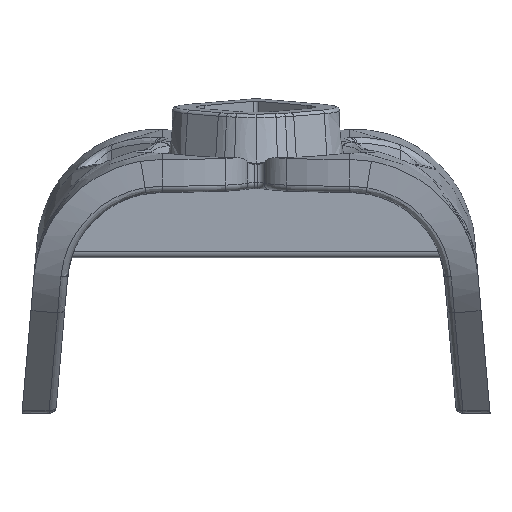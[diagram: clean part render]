
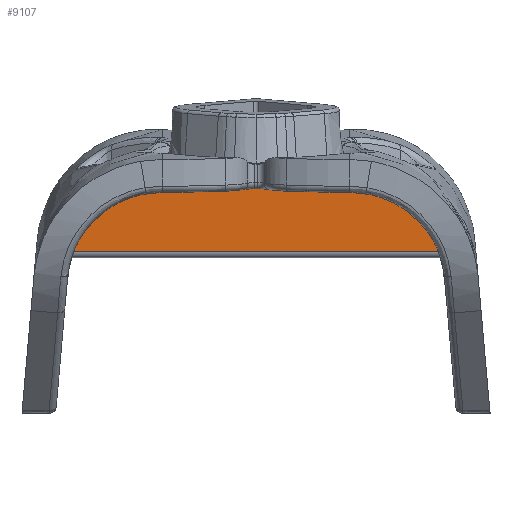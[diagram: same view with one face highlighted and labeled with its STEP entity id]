
A CAD part, top view. The second image highlights one B-rep face of the part: STEP entity #9107.
In plain terms, the highlighted planar face has unit normal (0, -0.052, 0.999).
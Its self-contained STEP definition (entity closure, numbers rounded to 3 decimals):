
#88 = CARTESIAN_POINT ( 'NONE',  ( 8.74, 18.383, -12.651 ) ) ;
#332 = CARTESIAN_POINT ( 'NONE',  ( -13.58, 13.779, -12.892 ) ) ;
#588 = CARTESIAN_POINT ( 'NONE',  ( -12.061, 16.391, -12.755 ) ) ;
#669 = EDGE_CURVE ( 'NONE', #21180, #7736, #14631, .T. ) ;
#1182 = CARTESIAN_POINT ( 'NONE',  ( -500000., 12.074, -12.982 ) ) ;
#1255 = CARTESIAN_POINT ( 'NONE',  ( 13.435, 14.193, -12.871 ) ) ;
#1272 = CARTESIAN_POINT ( 'NONE',  ( -500000., 18.591, -12.64 ) ) ;
#1340 = CARTESIAN_POINT ( 'NONE',  ( 13.886, 12.074, -12.982 ) ) ;
#1931 = AXIS2_PLACEMENT_3D ( 'NONE', #1272, #12638, #8763 ) ;
#2190 = CARTESIAN_POINT ( 'NONE',  ( -8.74, 18.383, -12.651 ) ) ;
#2445 = CARTESIAN_POINT ( 'NONE',  ( -13.867, 12.291, -12.97 ) ) ;
#2612 = VECTOR ( 'NONE', #9205, 1000. ) ;
#2640 = CARTESIAN_POINT ( 'NONE',  ( -0.965, 18.591, -12.64 ) ) ;
#3189 = CARTESIAN_POINT ( 'NONE',  ( 13.353, 14.397, -12.86 ) ) ;
#3271 = CARTESIAN_POINT ( 'NONE',  ( 13.58, 13.779, -12.892 ) ) ;
#3353 = CARTESIAN_POINT ( 'NONE',  ( 12.349, 16.061, -12.773 ) ) ;
#3683 = CARTESIAN_POINT ( 'NONE',  ( 7., 18.591, -12.64 ) ) ;
#3730 = ORIENTED_EDGE ( 'NONE', *, *, #22767, .F. ) ;
#3773 = CARTESIAN_POINT ( 'NONE',  ( 7.88, 18.549, -12.642 ) ) ;
#4107 = CARTESIAN_POINT ( 'NONE',  ( -13.435, 14.193, -12.871 ) ) ;
#4296 = ORIENTED_EDGE ( 'NONE', *, *, #6407, .T. ) ;
#4747 = VECTOR ( 'NONE', #14989, 1000. ) ;
#5100 = CARTESIAN_POINT ( 'NONE',  ( 13.08, 14.989, -12.829 ) ) ;
#5847 = CARTESIAN_POINT ( 'NONE',  ( 11.434, 17., -12.723 ) ) ;
#6407 = EDGE_CURVE ( 'NONE', #20667, #11754, #15703, .T. ) ;
#6757 = FACE_OUTER_BOUND ( 'NONE', #6994, .T. ) ;
#6994 = EDGE_LOOP ( 'NONE', ( #3730, #4296, #7174, #21154, #18812, #10765 ) ) ;
#7174 = ORIENTED_EDGE ( 'NONE', *, *, #19246, .T. ) ;
#7555 = CARTESIAN_POINT ( 'NONE',  ( 500000., 18.591, -12.64 ) ) ;
#7736 = VERTEX_POINT ( 'NONE', #2640 ) ;
#7917 = CARTESIAN_POINT ( 'NONE',  ( -13.886, 12.074, -12.982 ) ) ;
#8763 = DIRECTION ( 'NONE',  ( 0., -0.999, -0.052 ) ) ;
#8801 = EDGE_CURVE ( 'NONE', #23300, #9458, #24717, .T. ) ;
#8864 = VECTOR ( 'NONE', #20244, 1000. ) ;
#8963 = CARTESIAN_POINT ( 'NONE',  ( 0.965, 18.591, -12.64 ) ) ;
#9107 = ADVANCED_FACE ( 'NONE', ( #6757 ), #14242, .T. ) ;
#9205 = DIRECTION ( 'NONE',  ( -1., 0., 0. ) ) ;
#9458 = VERTEX_POINT ( 'NONE', #8963 ) ;
#9814 = CARTESIAN_POINT ( 'NONE',  ( -13.353, 14.397, -12.86 ) ) ;
#9892 = CARTESIAN_POINT ( 'NONE',  ( -9.964, 17.939, -12.674 ) ) ;
#9978 = CARTESIAN_POINT ( 'NONE',  ( -11.092, 17.267, -12.709 ) ) ;
#10765 = ORIENTED_EDGE ( 'NONE', *, *, #669, .F. ) ;
#10909 = B_SPLINE_CURVE_WITH_KNOTS ( 'NONE', 3,
 ( #1340, #14802, #24108, #14635, #18485, #12615, #3271, #1255, #3189, #5100, #22336, #24277, #3353, #20918, #19156, #5847, #22672, #11448, #15142, #20747, #88, #3773, #17065, #3683 ),
 .UNSPECIFIED., .F., .F.,
 ( 4, 2, 2, 2, 2, 2, 2, 2, 2, 2, 2, 4 ),
 ( 0., 0.001, 0.002, 0.002, 0.003, 0.004, 0.005, 0.006, 0.007, 0.008, 0.01, 0.011 ),
 .UNSPECIFIED. ) ;
#11448 = CARTESIAN_POINT ( 'NONE',  ( 10.358, 17.737, -12.685 ) ) ;
#11691 = CARTESIAN_POINT ( 'NONE',  ( -12.862, 15.362, -12.809 ) ) ;
#11754 = VERTEX_POINT ( 'NONE', #18438 ) ;
#11779 = CARTESIAN_POINT ( 'NONE',  ( -13.642, 13.57, -12.903 ) ) ;
#11857 = CARTESIAN_POINT ( 'NONE',  ( -7., 18.591, -12.64 ) ) ;
#11937 = CARTESIAN_POINT ( 'NONE',  ( -13.849, 12.508, -12.959 ) ) ;
#12026 = CARTESIAN_POINT ( 'NONE',  ( -12.483, 15.89, -12.782 ) ) ;
#12590 = CARTESIAN_POINT ( 'NONE',  ( -7., 18.591, -12.64 ) ) ;
#12615 = CARTESIAN_POINT ( 'NONE',  ( 13.642, 13.57, -12.903 ) ) ;
#12638 = DIRECTION ( 'NONE',  ( 0., -0.052, 0.999 ) ) ;
#12812 = CARTESIAN_POINT ( 'NONE',  ( -500000., 18.591, -12.64 ) ) ;
#13148 = VECTOR ( 'NONE', #13765, 1000. ) ;
#13635 = CARTESIAN_POINT ( 'NONE',  ( -7.44, 18.591, -12.64 ) ) ;
#13765 = DIRECTION ( 'NONE',  ( 1., 0., 0. ) ) ;
#13883 = CARTESIAN_POINT ( 'NONE',  ( -10.358, 17.737, -12.685 ) ) ;
#14242 = PLANE ( 'NONE',  #1931 ) ;
#14514 = EDGE_CURVE ( 'NONE', #7736, #9458, #22944, .T. ) ;
#14631 = LINE ( 'NONE', #17624, #13148 ) ;
#14635 = CARTESIAN_POINT ( 'NONE',  ( 13.787, 12.936, -12.936 ) ) ;
#14802 = CARTESIAN_POINT ( 'NONE',  ( 13.867, 12.291, -12.97 ) ) ;
#14989 = DIRECTION ( 'NONE',  ( 1., 0., 0. ) ) ;
#15142 = CARTESIAN_POINT ( 'NONE',  ( 9.964, 17.939, -12.674 ) ) ;
#15703 = LINE ( 'NONE', #1182, #8864 ) ;
#15794 = CARTESIAN_POINT ( 'NONE',  ( -11.908, 16.55, -12.747 ) ) ;
#17065 = CARTESIAN_POINT ( 'NONE',  ( 7.44, 18.591, -12.64 ) ) ;
#17405 = CARTESIAN_POINT ( 'NONE',  ( -7.88, 18.549, -12.642 ) ) ;
#17572 = CARTESIAN_POINT ( 'NONE',  ( -9.157, 18.261, -12.657 ) ) ;
#17624 = CARTESIAN_POINT ( 'NONE',  ( -500000., 18.591, -12.64 ) ) ;
#17655 = CARTESIAN_POINT ( 'NONE',  ( -12.349, 16.061, -12.773 ) ) ;
#17788 = B_SPLINE_CURVE_WITH_KNOTS ( 'NONE', 3,
 ( #7917, #2445, #11937, #23352, #19656, #11779, #332, #4107, #9814, #21337, #11691, #12026, #17655, #588, #15794, #23269, #9978, #13883, #9892, #17572, #2190, #17405, #13635, #11857 ),
 .UNSPECIFIED., .F., .F.,
 ( 4, 2, 2, 2, 2, 2, 2, 2, 2, 2, 2, 4 ),
 ( 0., 0.001, 0.002, 0.002, 0.003, 0.004, 0.005, 0.006, 0.007, 0.008, 0.01, 0.011 ),
 .UNSPECIFIED. ) ;
#18438 = CARTESIAN_POINT ( 'NONE',  ( 13.886, 12.074, -12.982 ) ) ;
#18463 = CARTESIAN_POINT ( 'NONE',  ( 7., 18.591, -12.64 ) ) ;
#18485 = CARTESIAN_POINT ( 'NONE',  ( 13.745, 13.149, -12.925 ) ) ;
#18812 = ORIENTED_EDGE ( 'NONE', *, *, #14514, .F. ) ;
#19156 = CARTESIAN_POINT ( 'NONE',  ( 11.908, 16.55, -12.747 ) ) ;
#19246 = EDGE_CURVE ( 'NONE', #11754, #23300, #10909, .T. ) ;
#19656 = CARTESIAN_POINT ( 'NONE',  ( -13.745, 13.149, -12.925 ) ) ;
#20244 = DIRECTION ( 'NONE',  ( 1., 0., 0. ) ) ;
#20352 = CARTESIAN_POINT ( 'NONE',  ( -13.886, 12.074, -12.982 ) ) ;
#20667 = VERTEX_POINT ( 'NONE', #20352 ) ;
#20747 = CARTESIAN_POINT ( 'NONE',  ( 9.157, 18.261, -12.657 ) ) ;
#20918 = CARTESIAN_POINT ( 'NONE',  ( 12.061, 16.391, -12.755 ) ) ;
#21154 = ORIENTED_EDGE ( 'NONE', *, *, #8801, .T. ) ;
#21180 = VERTEX_POINT ( 'NONE', #12590 ) ;
#21337 = CARTESIAN_POINT ( 'NONE',  ( -13.08, 14.989, -12.829 ) ) ;
#22336 = CARTESIAN_POINT ( 'NONE',  ( 12.862, 15.362, -12.809 ) ) ;
#22672 = CARTESIAN_POINT ( 'NONE',  ( 11.092, 17.267, -12.709 ) ) ;
#22767 = EDGE_CURVE ( 'NONE', #20667, #21180, #17788, .T. ) ;
#22944 = LINE ( 'NONE', #12812, #4747 ) ;
#23269 = CARTESIAN_POINT ( 'NONE',  ( -11.434, 17., -12.723 ) ) ;
#23300 = VERTEX_POINT ( 'NONE', #18463 ) ;
#23352 = CARTESIAN_POINT ( 'NONE',  ( -13.787, 12.936, -12.936 ) ) ;
#24108 = CARTESIAN_POINT ( 'NONE',  ( 13.849, 12.508, -12.959 ) ) ;
#24277 = CARTESIAN_POINT ( 'NONE',  ( 12.483, 15.89, -12.782 ) ) ;
#24717 = LINE ( 'NONE', #7555, #2612 ) ;
